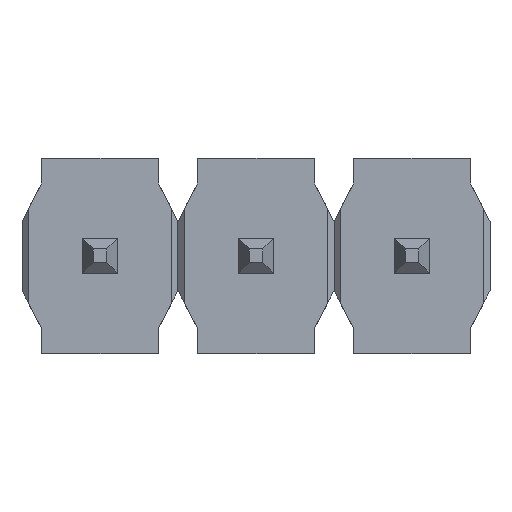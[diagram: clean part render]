
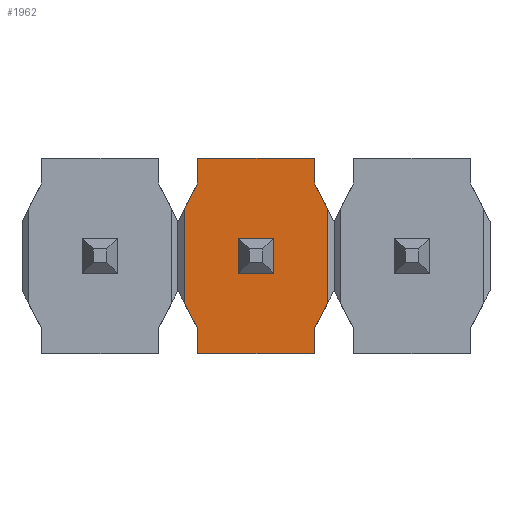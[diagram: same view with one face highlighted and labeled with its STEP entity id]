
A CAD part, top view. The second image highlights one B-rep face of the part: STEP entity #1962.
In plain terms, the highlighted planar face has unit normal (0, 0, 1).
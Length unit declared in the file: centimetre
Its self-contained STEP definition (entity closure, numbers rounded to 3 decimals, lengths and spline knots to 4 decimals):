
#17=FACE_BOUND('',#211,.T.);
#100=FACE_OUTER_BOUND('',#210,.T.);
#210=EDGE_LOOP('',(#1594,#1595,#1596,#1597,#1598,#1599,#1600,#1601,#1602,
#1603,#1604,#1605));
#211=EDGE_LOOP('',(#1606,#1607,#1608,#1609));
#283=LINE('',#2677,#555);
#291=LINE('',#2694,#563);
#297=LINE('',#2706,#569);
#300=LINE('',#2711,#572);
#429=LINE('',#2974,#701);
#433=LINE('',#2982,#705);
#436=LINE('',#2988,#708);
#441=LINE('',#2997,#713);
#444=LINE('',#3003,#716);
#445=LINE('',#3005,#717);
#446=LINE('',#3006,#718);
#447=LINE('',#3008,#719);
#448=LINE('',#3010,#720);
#449=LINE('',#3012,#721);
#450=LINE('',#3014,#722);
#451=LINE('',#3015,#723);
#555=VECTOR('',#2181,0.114);
#563=VECTOR('',#2193,0.114);
#569=VECTOR('',#2203,0.114);
#572=VECTOR('',#2208,0.114);
#701=VECTOR('',#2441,0.0965);
#705=VECTOR('',#2447,0.0965);
#708=VECTOR('',#2452,0.3031);
#713=VECTOR('',#2459,0.0965);
#716=VECTOR('',#2464,0.08);
#717=VECTOR('',#2465,0.38);
#718=VECTOR('',#2466,0.08);
#719=VECTOR('',#2467,0.3031);
#720=VECTOR('',#2468,0.0965);
#721=VECTOR('',#2469,0.08);
#722=VECTOR('',#2470,0.38);
#723=VECTOR('',#2471,0.08);
#811=VERTEX_POINT('',#2675);
#812=VERTEX_POINT('',#2676);
#819=VERTEX_POINT('',#2693);
#823=VERTEX_POINT('',#2705);
#905=VERTEX_POINT('',#2971);
#906=VERTEX_POINT('',#2973);
#908=VERTEX_POINT('',#2979);
#909=VERTEX_POINT('',#2981);
#911=VERTEX_POINT('',#2987);
#914=VERTEX_POINT('',#2996);
#916=VERTEX_POINT('',#3002);
#917=VERTEX_POINT('',#3004);
#918=VERTEX_POINT('',#3007);
#919=VERTEX_POINT('',#3009);
#920=VERTEX_POINT('',#3011);
#921=VERTEX_POINT('',#3013);
#999=EDGE_CURVE('',#811,#812,#283,.T.);
#1007=EDGE_CURVE('',#812,#819,#291,.T.);
#1013=EDGE_CURVE('',#823,#811,#297,.T.);
#1016=EDGE_CURVE('',#819,#823,#300,.T.);
#1145=EDGE_CURVE('',#906,#905,#429,.T.);
#1149=EDGE_CURVE('',#909,#908,#433,.T.);
#1152=EDGE_CURVE('',#906,#911,#436,.T.);
#1157=EDGE_CURVE('',#914,#911,#441,.T.);
#1160=EDGE_CURVE('',#905,#916,#444,.T.);
#1161=EDGE_CURVE('',#916,#917,#445,.T.);
#1162=EDGE_CURVE('',#917,#909,#446,.T.);
#1163=EDGE_CURVE('',#918,#908,#447,.T.);
#1164=EDGE_CURVE('',#918,#919,#448,.T.);
#1165=EDGE_CURVE('',#919,#920,#449,.T.);
#1166=EDGE_CURVE('',#920,#921,#450,.T.);
#1167=EDGE_CURVE('',#921,#914,#451,.T.);
#1594=ORIENTED_EDGE('',*,*,#1152,.F.);
#1595=ORIENTED_EDGE('',*,*,#1145,.T.);
#1596=ORIENTED_EDGE('',*,*,#1160,.T.);
#1597=ORIENTED_EDGE('',*,*,#1161,.T.);
#1598=ORIENTED_EDGE('',*,*,#1162,.T.);
#1599=ORIENTED_EDGE('',*,*,#1149,.T.);
#1600=ORIENTED_EDGE('',*,*,#1163,.F.);
#1601=ORIENTED_EDGE('',*,*,#1164,.T.);
#1602=ORIENTED_EDGE('',*,*,#1165,.T.);
#1603=ORIENTED_EDGE('',*,*,#1166,.T.);
#1604=ORIENTED_EDGE('',*,*,#1167,.T.);
#1605=ORIENTED_EDGE('',*,*,#1157,.T.);
#1606=ORIENTED_EDGE('',*,*,#1016,.T.);
#1607=ORIENTED_EDGE('',*,*,#1013,.T.);
#1608=ORIENTED_EDGE('',*,*,#999,.T.);
#1609=ORIENTED_EDGE('',*,*,#1007,.T.);
#1854=PLANE('',#2072);
#1962=ADVANCED_FACE('',(#100,#17),#1854,.T.);
#2072=AXIS2_PLACEMENT_3D('',#3001,#2462,#2463);
#2181=DIRECTION('',(0.,1.,0.));
#2193=DIRECTION('',(1.,0.,0.));
#2203=DIRECTION('',(-1.,0.,0.));
#2208=DIRECTION('',(0.,-1.,0.));
#2441=DIRECTION('',(0.456,-0.89,0.));
#2447=DIRECTION('',(0.456,0.89,0.));
#2452=DIRECTION('',(0.,1.,0.));
#2459=DIRECTION('',(-0.456,-0.89,0.));
#2462=DIRECTION('center_axis',(0.,0.,
1.));
#2463=DIRECTION('ref_axis',(1.,0.,0.));
#2464=DIRECTION('',(0.,-1.,0.));
#2465=DIRECTION('',(1.,0.,0.));
#2466=DIRECTION('',(0.,1.,0.));
#2467=DIRECTION('',(0.,-1.,0.));
#2468=DIRECTION('',(-0.456,0.89,0.));
#2469=DIRECTION('',(0.,1.,0.));
#2470=DIRECTION('',(-1.,0.,0.));
#2471=DIRECTION('',(0.,-1.,0.));
#2675=CARTESIAN_POINT('',(-1.0346,0.0372,0.127));
#2676=CARTESIAN_POINT('',(-1.0346,0.1512,0.127));
#2677=CARTESIAN_POINT('',(-1.0346,0.1227,0.127));
#2693=CARTESIAN_POINT('',(-0.9206,0.1512,0.127));
#2694=CARTESIAN_POINT('',(-0.9776,0.1512,0.127));
#2705=CARTESIAN_POINT('',(-0.9206,0.0372,0.127));
#2706=CARTESIAN_POINT('',(-1.0061,0.0372,0.127));
#2711=CARTESIAN_POINT('',(-0.9206,0.0657,0.127));
#2971=CARTESIAN_POINT('',(-1.1676,-0.1433,0.127));
#2973=CARTESIAN_POINT('',(-1.2116,-0.0574,0.127));
#2974=CARTESIAN_POINT('',(-1.2316,-0.0183,0.127));
#2979=CARTESIAN_POINT('',(-0.7436,-0.0574,0.127));
#2981=CARTESIAN_POINT('',(-0.7876,-0.1433,0.127));
#2982=CARTESIAN_POINT('',(-0.7876,-0.1433,0.127));
#2987=CARTESIAN_POINT('',(-1.2116,0.2457,0.127));
#2988=CARTESIAN_POINT('',(-1.2116,0.1504,0.127));
#2996=CARTESIAN_POINT('',(-1.1676,0.3317,0.127));
#2997=CARTESIAN_POINT('',(-1.1676,0.3317,0.127));
#3001=CARTESIAN_POINT('Origin',(-0.9776,0.0942,0.127));
#3002=CARTESIAN_POINT('',(-1.1676,-0.2233,0.127));
#3003=CARTESIAN_POINT('',(-1.1676,-0.1433,0.127));
#3004=CARTESIAN_POINT('',(-0.7876,-0.2233,0.127));
#3005=CARTESIAN_POINT('',(-1.1676,-0.2233,0.127));
#3006=CARTESIAN_POINT('',(-0.7876,-0.2233,0.127));
#3007=CARTESIAN_POINT('',(-0.7436,0.2457,0.127));
#3008=CARTESIAN_POINT('',(-0.7436,0.0379,0.127));
#3009=CARTESIAN_POINT('',(-0.7876,0.3317,0.127));
#3010=CARTESIAN_POINT('',(-0.7236,0.2067,0.127));
#3011=CARTESIAN_POINT('',(-0.7876,0.4117,0.127));
#3012=CARTESIAN_POINT('',(-0.7876,0.3317,0.127));
#3013=CARTESIAN_POINT('',(-1.1676,0.4117,0.127));
#3014=CARTESIAN_POINT('',(-0.7876,0.4117,0.127));
#3015=CARTESIAN_POINT('',(-1.1676,0.4117,0.127));
